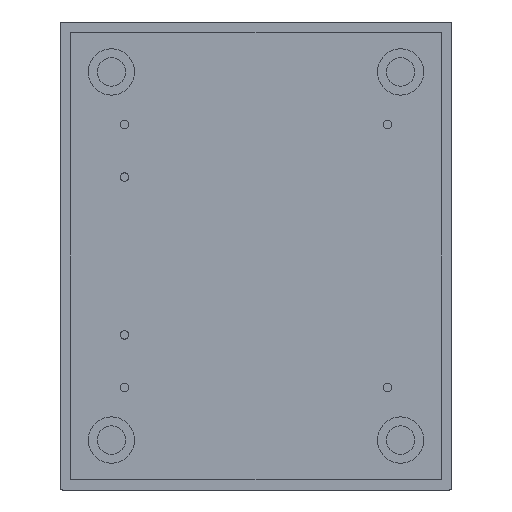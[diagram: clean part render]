
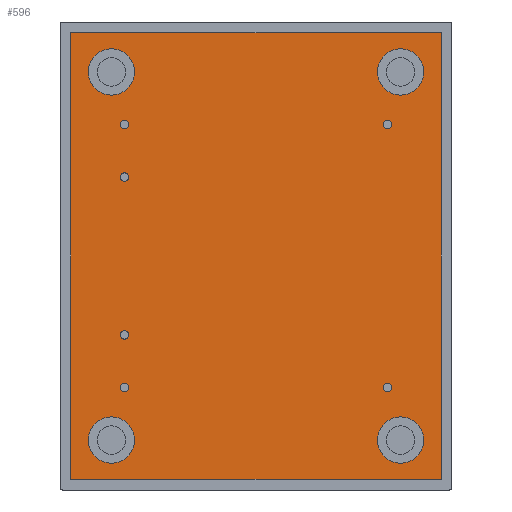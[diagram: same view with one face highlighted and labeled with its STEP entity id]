
A CAD part, front view. The second image highlights one B-rep face of the part: STEP entity #596.
In plain terms, the highlighted planar face has unit normal (0, -1, 0).
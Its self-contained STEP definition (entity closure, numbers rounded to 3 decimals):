
#596=ADVANCED_FACE('NONE',(#1739,#1740,#1741,#1742,#1743),#1744,.F.);
#1739=FACE_OUTER_BOUND('',#3429,.T.);
#1740=FACE_BOUND('',#3430,.T.);
#1741=FACE_BOUND('',#3431,.T.);
#1742=FACE_BOUND('',#3432,.T.);
#1743=FACE_BOUND('',#3433,.T.);
#1744=PLANE('',#3434);
#3429=EDGE_LOOP('',(#10387,#10388,#10389,#10390));
#3430=EDGE_LOOP('',(#10391,#10392));
#3431=EDGE_LOOP('',(#10393,#10394));
#3432=EDGE_LOOP('',(#10395,#10396));
#3433=EDGE_LOOP('',(#10397,#10398));
#3434=AXIS2_PLACEMENT_3D('',#10399,#10400,#10401);
#10387=ORIENTED_EDGE('',*,*,#14715,.T.);
#10388=ORIENTED_EDGE('',*,*,#14716,.T.);
#10389=ORIENTED_EDGE('',*,*,#14717,.T.);
#10390=ORIENTED_EDGE('',*,*,#14718,.T.);
#10391=ORIENTED_EDGE('',*,*,#14719,.F.);
#10392=ORIENTED_EDGE('',*,*,#14381,.F.);
#10393=ORIENTED_EDGE('',*,*,#14720,.F.);
#10394=ORIENTED_EDGE('',*,*,#14371,.F.);
#10395=ORIENTED_EDGE('',*,*,#14721,.F.);
#10396=ORIENTED_EDGE('',*,*,#14361,.F.);
#10397=ORIENTED_EDGE('',*,*,#14722,.F.);
#10398=ORIENTED_EDGE('',*,*,#14351,.F.);
#10399=CARTESIAN_POINT('',(17.6,0.5,21.25));
#10400=DIRECTION('',(0.0,1.0,0.0));
#10401=DIRECTION('',(1.0,0.0,-0.0));
#14351=EDGE_CURVE('NONE',#16240,#16242,#16243,.T.);
#14361=EDGE_CURVE('NONE',#16258,#16260,#16261,.T.);
#14371=EDGE_CURVE('NONE',#16276,#16278,#16279,.T.);
#14381=EDGE_CURVE('NONE',#16294,#16296,#16297,.T.);
#14715=EDGE_CURVE('NONE',#16959,#16960,#16961,.T.);
#14716=EDGE_CURVE('NONE',#16960,#16962,#16963,.T.);
#14717=EDGE_CURVE('NONE',#16962,#16964,#16965,.T.);
#14718=EDGE_CURVE('NONE',#16964,#16959,#16966,.T.);
#14719=EDGE_CURVE('NONE',#16296,#16294,#16967,.T.);
#14720=EDGE_CURVE('NONE',#16278,#16276,#16968,.T.);
#14721=EDGE_CURVE('NONE',#16260,#16258,#16969,.T.);
#14722=EDGE_CURVE('NONE',#16242,#16240,#16970,.T.);
#16240=VERTEX_POINT('NONE',#19008);
#16242=VERTEX_POINT('NONE',#19011);
#16243=CIRCLE('',#19012,2.2);
#16258=VERTEX_POINT('NONE',#19030);
#16260=VERTEX_POINT('NONE',#19033);
#16261=CIRCLE('',#19034,2.2);
#16276=VERTEX_POINT('NONE',#19052);
#16278=VERTEX_POINT('NONE',#19055);
#16279=CIRCLE('',#19056,2.2);
#16294=VERTEX_POINT('NONE',#19074);
#16296=VERTEX_POINT('NONE',#19077);
#16297=CIRCLE('',#19078,2.2);
#16959=VERTEX_POINT('NONE',#21687);
#16960=VERTEX_POINT('NONE',#21688);
#16961=LINE('',#21689,#21690);
#16962=VERTEX_POINT('NONE',#21691);
#16963=LINE('',#21692,#21693);
#16964=VERTEX_POINT('NONE',#21694);
#16965=LINE('',#21695,#21696);
#16966=LINE('',#21697,#21698);
#16967=CIRCLE('',#21699,2.2);
#16968=CIRCLE('',#21700,2.2);
#16969=CIRCLE('',#21701,2.2);
#16970=CIRCLE('',#21702,2.2);
#19008=CARTESIAN_POINT('',(-13.75,0.5,-19.7));
#19011=CARTESIAN_POINT('',(-13.75,0.5,-15.3));
#19012=AXIS2_PLACEMENT_3D('',#27506,#27507,#27508);
#19030=CARTESIAN_POINT('',(13.75,0.5,-19.7));
#19033=CARTESIAN_POINT('',(13.75,0.5,-15.3));
#19034=AXIS2_PLACEMENT_3D('',#27522,#27523,#27524);
#19052=CARTESIAN_POINT('',(13.75,0.5,15.3));
#19055=CARTESIAN_POINT('',(13.75,0.5,19.7));
#19056=AXIS2_PLACEMENT_3D('',#27538,#27539,#27540);
#19074=CARTESIAN_POINT('',(-13.75,0.5,15.3));
#19077=CARTESIAN_POINT('',(-13.75,0.5,19.7));
#19078=AXIS2_PLACEMENT_3D('',#27554,#27555,#27556);
#21687=CARTESIAN_POINT('',(17.6,0.5,-21.25));
#21688=CARTESIAN_POINT('',(17.6,0.5,21.25));
#21689=CARTESIAN_POINT('',(17.6,0.5,-21.25));
#21690=VECTOR('',#27787,1000.0);
#21691=CARTESIAN_POINT('',(-17.6,0.5,21.25));
#21692=CARTESIAN_POINT('',(-17.6,0.5,21.25));
#21693=VECTOR('',#27788,1000.0);
#21694=CARTESIAN_POINT('',(-17.6,0.5,-21.25));
#21695=CARTESIAN_POINT('',(-17.6,0.5,-21.25));
#21696=VECTOR('',#27789,1000.0);
#21697=CARTESIAN_POINT('',(-17.6,0.5,-21.25));
#21698=VECTOR('',#27790,1000.0);
#21699=AXIS2_PLACEMENT_3D('',#27791,#27792,#27793);
#21700=AXIS2_PLACEMENT_3D('',#27794,#27795,#27796);
#21701=AXIS2_PLACEMENT_3D('',#27797,#27798,#27799);
#21702=AXIS2_PLACEMENT_3D('',#27800,#27801,#27802);
#27506=CARTESIAN_POINT('',(-13.75,0.5,-17.5));
#27507=DIRECTION('',(0.0,-1.0,0.0));
#27508=DIRECTION('',(0.0,0.0,1.0));
#27522=CARTESIAN_POINT('',(13.75,0.5,-17.5));
#27523=DIRECTION('',(0.0,-1.0,0.0));
#27524=DIRECTION('',(0.0,0.0,1.0));
#27538=CARTESIAN_POINT('',(13.75,0.5,17.5));
#27539=DIRECTION('',(0.0,-1.0,0.0));
#27540=DIRECTION('',(0.0,0.0,1.0));
#27554=CARTESIAN_POINT('',(-13.75,0.5,17.5));
#27555=DIRECTION('',(0.0,-1.0,0.0));
#27556=DIRECTION('',(0.0,0.0,1.0));
#27787=DIRECTION('',(0.0,0.0,1.0));
#27788=DIRECTION('',(-1.0,-0.0,-0.0));
#27789=DIRECTION('',(-0.0,-0.0,-1.0));
#27790=DIRECTION('',(1.0,0.0,0.0));
#27791=CARTESIAN_POINT('',(-13.75,0.5,17.5));
#27792=DIRECTION('',(0.0,-1.0,0.0));
#27793=DIRECTION('',(0.0,0.0,1.0));
#27794=CARTESIAN_POINT('',(13.75,0.5,17.5));
#27795=DIRECTION('',(0.0,-1.0,0.0));
#27796=DIRECTION('',(0.0,0.0,1.0));
#27797=CARTESIAN_POINT('',(13.75,0.5,-17.5));
#27798=DIRECTION('',(0.0,-1.0,0.0));
#27799=DIRECTION('',(0.0,0.0,1.0));
#27800=CARTESIAN_POINT('',(-13.75,0.5,-17.5));
#27801=DIRECTION('',(0.0,-1.0,0.0));
#27802=DIRECTION('',(0.0,0.0,1.0));
